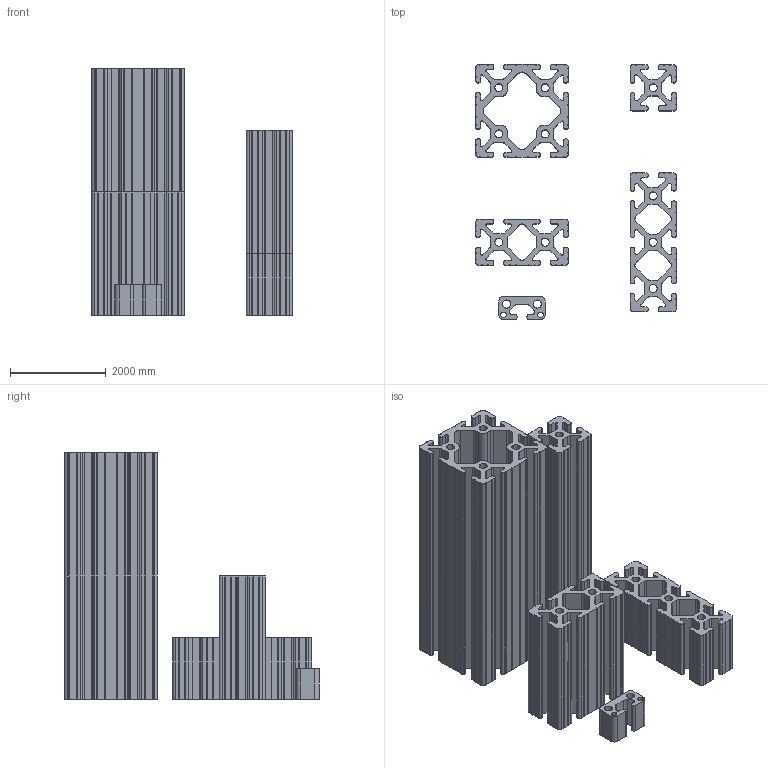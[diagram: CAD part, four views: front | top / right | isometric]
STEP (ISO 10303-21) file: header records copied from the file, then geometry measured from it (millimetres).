
FILE_DESCRIPTION(/* description */ (''),/* implementation_level */ '2;1');
FILE_NAME(/* name */ 'profil',/* time_stamp */ '2012-09-28T00:46:52+02:00',/* author */ (''),/* organization */ (''),/* preprocessor_version */ 'ST-DEVELOPER v10',/* originating_system */ '',/* authorisation */ '');
FILE_SCHEMA (('AUTOMOTIVE_DESIGN'));
Length unit declared in the file: inch
Products named in the file (6): 1; 2; 3; 4; 5; 6
Assembly tree (5 placements, depth 2):
  1
    2
    3
    4
    5
    6
Bounding box: 4193.54 x 5322.57 x 5161.28 mm (x, y, z)
Volume: 13315676521.9 mm3; surface area: 230561751.3 mm2
Topology: 5 solids, 5 shells, 856 faces, 2538 edges, 1692 vertices
Faces by surface type: bspline 464, plane 392
Entity records: 32558 total; most frequent: CARTESIAN_POINT 16672, ORIENTED_EDGE 5076, EDGE_CURVE 2538, B_SPLINE_CURVE_WITH_KNOTS 2538, VERTEX_POINT 1692, EDGE_LOOP 892, ADVANCED_FACE 856, FACE_OUTER_BOUND 856
